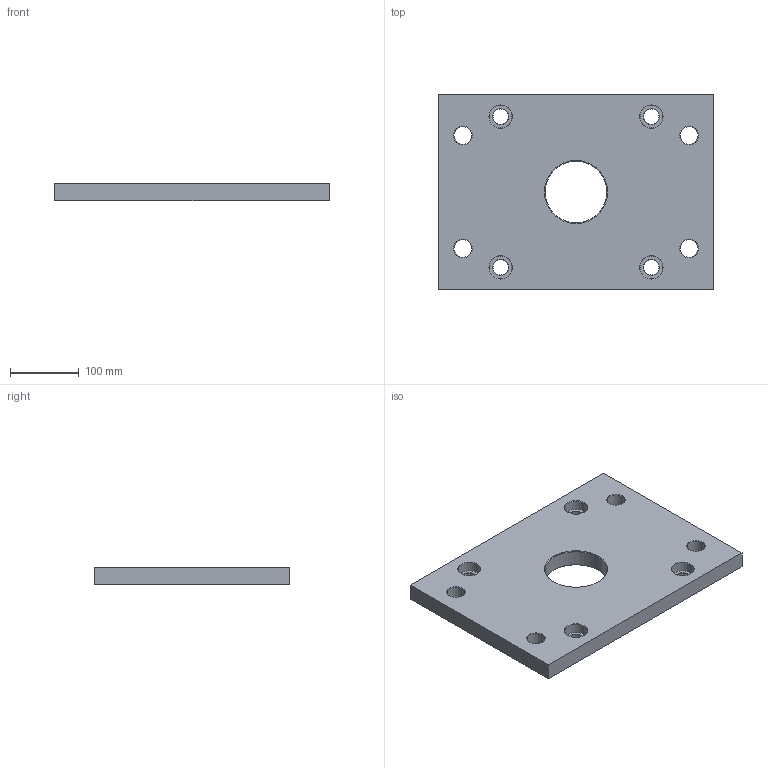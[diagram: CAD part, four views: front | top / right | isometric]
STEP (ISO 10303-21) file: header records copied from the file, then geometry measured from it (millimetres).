
FILE_DESCRIPTION((''),'2;1');
FILE_NAME('FI250.stp','2014-12-10T15:41:38',('carlo.corazza'),(''),'Autodesk Inventor 2012','Autodesk Inventor 2012','');
FILE_SCHEMA(('AUTOMOTIVE_DESIGN { 1 0 10303 214 1 1 1 1 }'));
Length unit declared in the file: millimetre
Products named in the file (1): FI250
Bounding box: 400 x 285 x 25 mm (x, y, z)
Volume: 2570150.1 mm3; surface area: 265582.1 mm2
Topology: 1 solids, 1 shells, 45 faces, 100 edges, 61 vertices
Faces by surface type: cone 22, cylinder 13, plane 10
Full cylindrical faces by diameter (mm): 22.5 x4, 26 x4, 33 x4, 90 x1
Entity records: 1088 total; most frequent: DIRECTION 200, CARTESIAN_POINT 162, ORIENTED_EDGE 120, EDGE_LOOP 102, AXIS2_PLACEMENT_3D 94, EDGE_CURVE 60, FACE_BOUND 57, VERTEX_POINT 56
